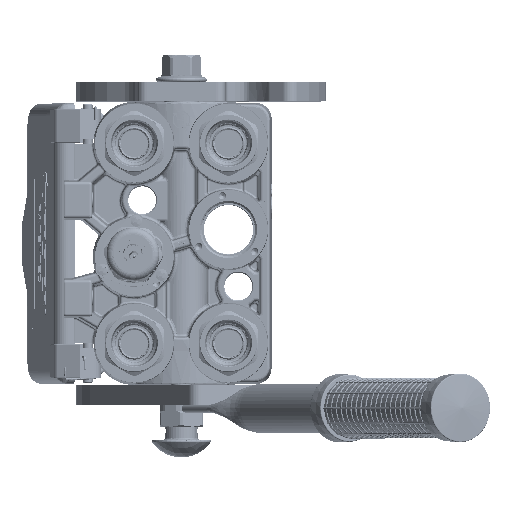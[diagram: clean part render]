
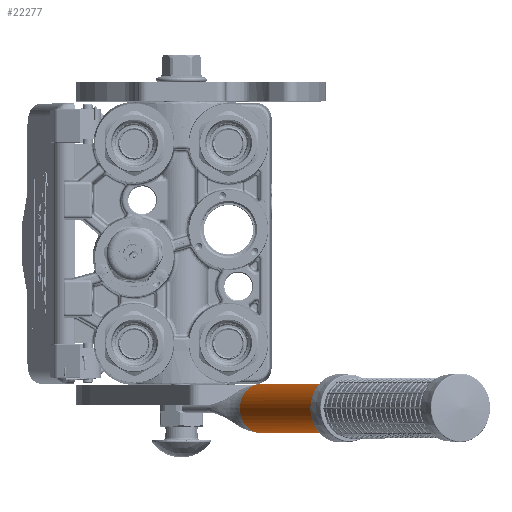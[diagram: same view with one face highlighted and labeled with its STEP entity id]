
A CAD part, top view. The second image highlights one B-rep face of the part: STEP entity #22277.
In plain terms, the highlighted cylindrical face has radius 12.5 mm (diameter 25 mm), a partial arc.
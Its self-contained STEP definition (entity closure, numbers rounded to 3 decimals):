
#232 = CARTESIAN_POINT ( 'NONE',  ( 12.456, 0.096, 1.087 ) ) ;
#1160 = CARTESIAN_POINT ( 'NONE',  ( 12.5, 0.24, 0.108 ) ) ;
#4530 = CARTESIAN_POINT ( 'NONE',  ( -12.5, 0.24, 0. ) ) ;
#5906 = DIRECTION ( 'NONE',  ( -1., 0., 0. ) ) ;
#15504 = DIRECTION ( 'NONE',  ( 1., 0., 0. ) ) ;
#20919 = CARTESIAN_POINT ( 'NONE',  ( 12.482, 0.182, 0.665 ) ) ;
#22277 = ADVANCED_FACE ( 'NONE', ( #195190 ), #171153, .T. ) ;
#22338 = VERTEX_POINT ( 'NONE', #37183 ) ;
#22717 = DIRECTION ( 'NONE',  ( 0., 1., 0. ) ) ;
#24639 = CARTESIAN_POINT ( 'NONE',  ( 12.484, 0.186, 0.638 ) ) ;
#25880 = ORIENTED_EDGE ( 'NONE', *, *, #179178, .T. ) ;
#31329 = B_SPLINE_CURVE_WITH_KNOTS ( 'NONE', 3,
 ( #74262, #52490, #55308, #97667, #140002, #117415, #77959, #99503, #224705, #54372, #227481, #139078, #95817, #246423, #268060, #121150 ),
 .UNSPECIFIED., .F., .F.,
 ( 4, 2, 1, 2, 2, 1, 2, 2, 4 ),
 ( 0., 0.25, 0.312, 0.328, 0.344, 0.375, 0.437, 0.5, 1. ),
 .UNSPECIFIED. ) ;
#37183 = CARTESIAN_POINT ( 'NONE',  ( 0., 0., 12.5 ) ) ;
#38064 = DIRECTION ( 'NONE',  ( 0., 1., 0. ) ) ;
#44344 = CARTESIAN_POINT ( 'NONE',  ( 12.5, 0.24, 0. ) ) ;
#47652 = EDGE_CURVE ( 'NONE', #147755, #213387, #152501, .T. ) ;
#52490 = CARTESIAN_POINT ( 'NONE',  ( -12.441, 0.049, 1.219 ) ) ;
#53731 = ORIENTED_EDGE ( 'NONE', *, *, #205569, .F. ) ;
#54372 = CARTESIAN_POINT ( 'NONE',  ( -12.471, 0.146, 0.847 ) ) ;
#55308 = CARTESIAN_POINT ( 'NONE',  ( -12.452, 0.083, 1.1 ) ) ;
#57834 = CARTESIAN_POINT ( 'NONE',  ( 0., 0., 0. ) ) ;
#65114 = CARTESIAN_POINT ( 'NONE',  ( 12.486, 0.195, 0.586 ) ) ;
#68651 = ORIENTED_EDGE ( 'NONE', *, *, #186590, .T. ) ;
#71044 = EDGE_CURVE ( 'NONE', #22338, #178301, #77029, .T. ) ;
#72650 = VERTEX_POINT ( 'NONE', #255369 ) ;
#74262 = CARTESIAN_POINT ( 'NONE',  ( -12.426, 0., 1.36 ) ) ;
#77029 = CIRCLE ( 'NONE', #107946, 12.5 ) ;
#77959 = CARTESIAN_POINT ( 'NONE',  ( -12.466, 0.13, 0.917 ) ) ;
#78182 = CARTESIAN_POINT ( 'NONE',  ( -12.426, 0., 1.36 ) ) ;
#86886 = EDGE_CURVE ( 'NONE', #250406, #147755, #31329, .T. ) ;
#89168 = DIRECTION ( 'NONE',  ( 0., 1., 0. ) ) ;
#90590 = CARTESIAN_POINT ( 'NONE',  ( 0., 198., 0. ) ) ;
#94533 = LINE ( 'NONE', #233676, #202211 ) ;
#95817 = CARTESIAN_POINT ( 'NONE',  ( -12.479, 0.172, 0.721 ) ) ;
#97667 = CARTESIAN_POINT ( 'NONE',  ( -12.461, 0.114, 0.981 ) ) ;
#99503 = CARTESIAN_POINT ( 'NONE',  ( -12.467, 0.131, 0.91 ) ) ;
#107946 = AXIS2_PLACEMENT_3D ( 'NONE', #194829, #22717, #218356 ) ;
#109368 = ORIENTED_EDGE ( 'NONE', *, *, #47652, .F. ) ;
#117415 = CARTESIAN_POINT ( 'NONE',  ( -12.466, 0.127, 0.927 ) ) ;
#118705 = CARTESIAN_POINT ( 'NONE',  ( 0., 0., 0. ) ) ;
#121150 = CARTESIAN_POINT ( 'NONE',  ( -12.5, 0.24, 0. ) ) ;
#134679 = CIRCLE ( 'NONE', #138473, 12.5 ) ;
#138473 = AXIS2_PLACEMENT_3D ( 'NONE', #90590, #154555, #5906 ) ;
#139078 = CARTESIAN_POINT ( 'NONE',  ( -12.478, 0.167, 0.748 ) ) ;
#140002 = CARTESIAN_POINT ( 'NONE',  ( -12.464, 0.121, 0.953 ) ) ;
#146209 = DIRECTION ( 'NONE',  ( 0., -1., 0. ) ) ;
#147755 = VERTEX_POINT ( 'NONE', #224309 ) ;
#149049 = AXIS2_PLACEMENT_3D ( 'NONE', #118705, #179890, #161954 ) ;
#152501 = LINE ( 'NONE', #4530, #162510 ) ;
#152536 = CARTESIAN_POINT ( 'NONE',  ( 12.499, 0.235, 0.221 ) ) ;
#154555 = DIRECTION ( 'NONE',  ( 0., 1., 0. ) ) ;
#161655 = CARTESIAN_POINT ( 'NONE',  ( 12.426, 0., 1.36 ) ) ;
#161954 = DIRECTION ( 'NONE',  ( -0.994, 0., 0.109 ) ) ;
#162510 = VECTOR ( 'NONE', #89168, 1000. ) ;
#171153 = CYLINDRICAL_SURFACE ( 'NONE', #205536, 12.5 ) ;
#171382 = CARTESIAN_POINT ( 'NONE',  ( 12.488, 0.202, 0.541 ) ) ;
#173258 = CARTESIAN_POINT ( 'NONE',  ( 12.492, 0.214, 0.452 ) ) ;
#178301 = VERTEX_POINT ( 'NONE', #161655 ) ;
#179178 = EDGE_CURVE ( 'NONE', #188380, #72650, #94533, .T. ) ;
#179890 = DIRECTION ( 'NONE',  ( 0., 1., 0. ) ) ;
#186590 = EDGE_CURVE ( 'NONE', #250406, #22338, #213075, .T. ) ;
#187085 = CARTESIAN_POINT ( 'NONE',  ( -12.5, 198., 0. ) ) ;
#188380 = VERTEX_POINT ( 'NONE', #44344 ) ;
#192103 = CARTESIAN_POINT ( 'NONE',  ( 12.426, 0., 1.36 ) ) ;
#194829 = CARTESIAN_POINT ( 'NONE',  ( 0., 0., 0. ) ) ;
#195190 = FACE_OUTER_BOUND ( 'NONE', #213566, .T. ) ;
#195835 = CARTESIAN_POINT ( 'NONE',  ( 12.494, 0.22, 0.394 ) ) ;
#197348 = EDGE_CURVE ( 'NONE', #188380, #178301, #253579, .T. ) ;
#202211 = VECTOR ( 'NONE', #38064, 1000. ) ;
#205536 = AXIS2_PLACEMENT_3D ( 'NONE', #57834, #146209, #15504 ) ;
#205569 = EDGE_CURVE ( 'NONE', #213387, #72650, #134679, .T. ) ;
#208774 = ORIENTED_EDGE ( 'NONE', *, *, #71044, .T. ) ;
#213075 = CIRCLE ( 'NONE', #149049, 12.5 ) ;
#213387 = VERTEX_POINT ( 'NONE', #187085 ) ;
#213566 = EDGE_LOOP ( 'NONE', ( #25880, #53731, #109368, #262723, #68651, #208774, #246952 ) ) ;
#214674 = CARTESIAN_POINT ( 'NONE',  ( 12.5, 0.24, 0. ) ) ;
#218356 = DIRECTION ( 'NONE',  ( -0.994, 0., 0.109 ) ) ;
#224309 = CARTESIAN_POINT ( 'NONE',  ( -12.5, 0.24, 0. ) ) ;
#224705 = CARTESIAN_POINT ( 'NONE',  ( -12.468, 0.136, 0.889 ) ) ;
#227481 = CARTESIAN_POINT ( 'NONE',  ( -12.474, 0.155, 0.804 ) ) ;
#233676 = CARTESIAN_POINT ( 'NONE',  ( 12.5, 0.24, 0. ) ) ;
#235398 = CARTESIAN_POINT ( 'NONE',  ( 12.481, 0.178, 0.688 ) ) ;
#236327 = CARTESIAN_POINT ( 'NONE',  ( 12.481, 0.178, 0.683 ) ) ;
#246423 = CARTESIAN_POINT ( 'NONE',  ( -12.494, 0.221, 0.449 ) ) ;
#246952 = ORIENTED_EDGE ( 'NONE', *, *, #197348, .F. ) ;
#250406 = VERTEX_POINT ( 'NONE', #78182 ) ;
#253579 = B_SPLINE_CURVE_WITH_KNOTS ( 'NONE', 3,
 ( #214674, #1160, #152536, #195835, #173258, #171382, #65114, #24639, #20919, #258088, #236327, #235398, #259950, #232, #192103 ),
 .UNSPECIFIED., .F., .F.,
 ( 4, 2, 2, 1, 1, 1, 2, 2, 4 ),
 ( 0., 0.25, 0.375, 0.437, 0.469, 0.484, 0.492, 0.5, 1. ),
 .UNSPECIFIED. ) ;
#255369 = CARTESIAN_POINT ( 'NONE',  ( 12.5, 198., 0. ) ) ;
#258088 = CARTESIAN_POINT ( 'NONE',  ( 12.482, 0.18, 0.676 ) ) ;
#259950 = CARTESIAN_POINT ( 'NONE',  ( 12.472, 0.146, 0.859 ) ) ;
#262723 = ORIENTED_EDGE ( 'NONE', *, *, #86886, .F. ) ;
#268060 = CARTESIAN_POINT ( 'NONE',  ( -12.5, 0.24, 0.216 ) ) ;
